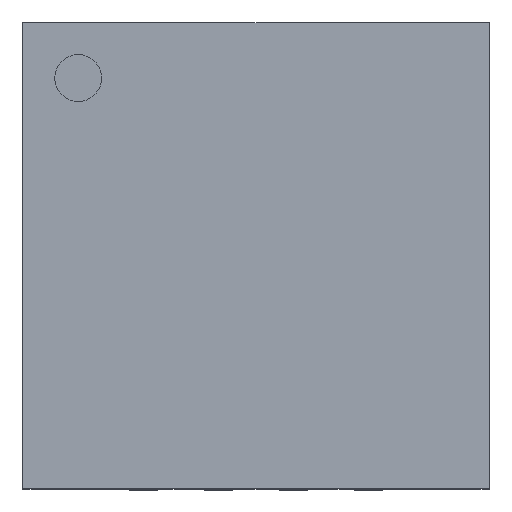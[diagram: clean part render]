
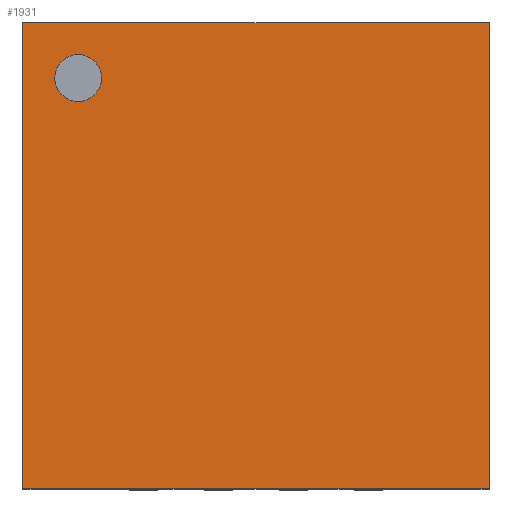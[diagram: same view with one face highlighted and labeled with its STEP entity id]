
A CAD part, top view. The second image highlights one B-rep face of the part: STEP entity #1931.
In plain terms, the highlighted planar face has unit normal (0, 0, 1).
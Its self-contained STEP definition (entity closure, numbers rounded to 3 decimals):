
#13=DIRECTION('',(0.,0.,1.));
#50=DIRECTION('',(0.,0.,-1.));
#158=VECTOR('',#159,1.);
#159=DIRECTION('',(1.,0.,0.));
#165=VECTOR('',#166,1.);
#166=DIRECTION('',(0.,-1.,0.));
#581=VERTEX_POINT('',#582);
#582=CARTESIAN_POINT('',(-2.49,2.49,0.92));
#584=ORIENTED_EDGE('',*,*,#585,.T.);
#585=EDGE_CURVE('',#581,#586,#588,.T.);
#586=VERTEX_POINT('',#587);
#587=CARTESIAN_POINT('',(-2.49,-2.49,0.92));
#588=LINE('',#582,#165);
#664=ORIENTED_EDGE('',*,*,#665,.F.);
#665=EDGE_CURVE('',#581,#666,#668,.T.);
#666=VERTEX_POINT('',#667);
#667=CARTESIAN_POINT('',(2.49,2.49,0.92));
#668=LINE('',#582,#158);
#1203=EDGE_CURVE('',#666,#1204,#1206,.T.);
#1204=VERTEX_POINT('',#1205);
#1205=CARTESIAN_POINT('',(2.49,-2.49,0.92));
#1206=LINE('',#667,#165);
#1280=EDGE_CURVE('',#586,#1204,#1281,.T.);
#1281=LINE('',#587,#158);
#1931=ADVANCED_FACE('',(#1932,#1936),#1946,.T.);
#1932=FACE_BOUND('',#1933,.T.);
#1933=EDGE_LOOP('',(#664,#584,#1934,#1935));
#1934=ORIENTED_EDGE('',*,*,#1280,.T.);
#1935=ORIENTED_EDGE('',*,*,#1203,.F.);
#1936=FACE_BOUND('',#1937,.T.);
#1937=EDGE_LOOP('',(#1938));
#1938=ORIENTED_EDGE('',*,*,#1939,.T.);
#1939=EDGE_CURVE('',#1940,#1940,#1942,.T.);
#1940=VERTEX_POINT('',#1941);
#1941=CARTESIAN_POINT('',(-1.9,1.65,0.92));
#1942=CIRCLE('',#1943,0.25);
#1943=AXIS2_PLACEMENT_3D('',#1944,#50,#1945);
#1944=CARTESIAN_POINT('',(-1.9,1.9,0.92));
#1945=DIRECTION('',(0.,-1.,0.));
#1946=PLANE('',#1947);
#1947=AXIS2_PLACEMENT_3D('',#582,#13,#166);
